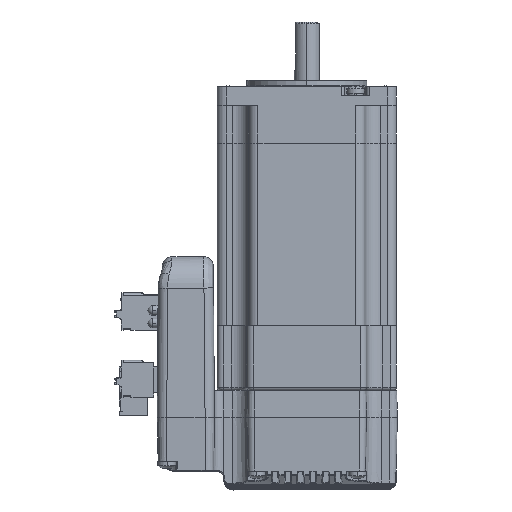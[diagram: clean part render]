
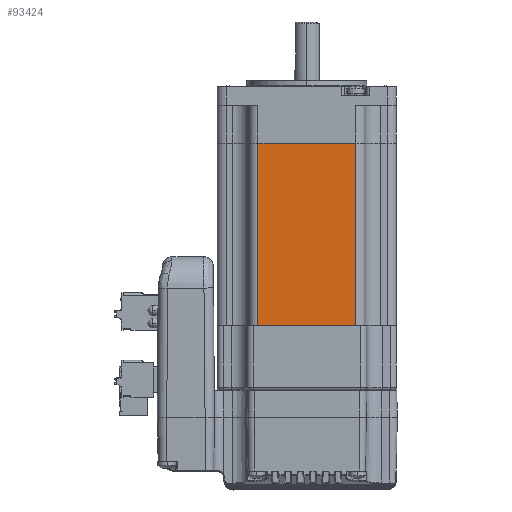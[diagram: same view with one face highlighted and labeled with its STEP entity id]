
A CAD part, left-side view. The second image highlights one B-rep face of the part: STEP entity #93424.
In plain terms, the highlighted planar face has unit normal (-1, 0, 0).
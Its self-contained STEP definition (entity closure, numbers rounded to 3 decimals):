
#1341 = AXIS2_PLACEMENT_3D ( 'NONE', #19568, #48837, #116718 ) ;
#2584 = CARTESIAN_POINT ( 'NONE',  ( -28.5, -15.5, 58. ) ) ;
#4726 = CARTESIAN_POINT ( 'NONE',  ( -28.5, 15.5, 60. ) ) ;
#5454 = CARTESIAN_POINT ( 'NONE',  ( -28.5, 25.5, 58. ) ) ;
#10538 = EDGE_LOOP ( 'NONE', ( #38570, #58230, #89122, #16062 ) ) ;
#13334 = VECTOR ( 'NONE', #97057, 1000. ) ;
#15212 = DIRECTION ( 'NONE',  ( 0., 1., 0. ) ) ;
#16062 = ORIENTED_EDGE ( 'NONE', *, *, #64342, .T. ) ;
#18605 = EDGE_CURVE ( 'NONE', #120621, #32687, #90682, .T. ) ;
#19568 = CARTESIAN_POINT ( 'NONE',  ( -28.5, -15.5, 60. ) ) ;
#20671 = LINE ( 'NONE', #103334, #69224 ) ;
#24462 = EDGE_CURVE ( 'NONE', #120621, #91035, #59246, .T. ) ;
#25767 = DIRECTION ( 'NONE',  ( 0., 0., 1. ) ) ;
#30784 = CARTESIAN_POINT ( 'NONE',  ( -28.5, -15.5, 0. ) ) ;
#31760 = VECTOR ( 'NONE', #15212, 1000. ) ;
#32687 = VERTEX_POINT ( 'NONE', #30784 ) ;
#33458 = VECTOR ( 'NONE', #62834, 1000. ) ;
#38570 = ORIENTED_EDGE ( 'NONE', *, *, #62471, .T. ) ;
#39124 = PLANE ( 'NONE',  #1341 ) ;
#48837 = DIRECTION ( 'NONE',  ( -1., 0., 0. ) ) ;
#58230 = ORIENTED_EDGE ( 'NONE', *, *, #24462, .F. ) ;
#59246 = LINE ( 'NONE', #4726, #33458 ) ;
#62471 = EDGE_CURVE ( 'NONE', #99299, #91035, #109172, .T. ) ;
#62834 = DIRECTION ( 'NONE',  ( 0., 0., 1. ) ) ;
#64342 = EDGE_CURVE ( 'NONE', #32687, #99299, #20671, .T. ) ;
#69224 = VECTOR ( 'NONE', #25767, 1000. ) ;
#87264 = CARTESIAN_POINT ( 'NONE',  ( -28.5, -15.5, 0. ) ) ;
#89122 = ORIENTED_EDGE ( 'NONE', *, *, #18605, .T. ) ;
#90682 = LINE ( 'NONE', #87264, #13334 ) ;
#91035 = VERTEX_POINT ( 'NONE', #100902 ) ;
#93424 = ADVANCED_FACE ( 'NONE', ( #93963 ), #39124, .T. ) ;
#93963 = FACE_OUTER_BOUND ( 'NONE', #10538, .T. ) ;
#97057 = DIRECTION ( 'NONE',  ( 0., -1., 0. ) ) ;
#99299 = VERTEX_POINT ( 'NONE', #2584 ) ;
#100902 = CARTESIAN_POINT ( 'NONE',  ( -28.5, 15.5, 58. ) ) ;
#103334 = CARTESIAN_POINT ( 'NONE',  ( -28.5, -15.5, 60. ) ) ;
#109172 = LINE ( 'NONE', #5454, #31760 ) ;
#116718 = DIRECTION ( 'NONE',  ( 0., 0., 1. ) ) ;
#117405 = CARTESIAN_POINT ( 'NONE',  ( -28.5, 15.5, 0. ) ) ;
#120621 = VERTEX_POINT ( 'NONE', #117405 ) ;
